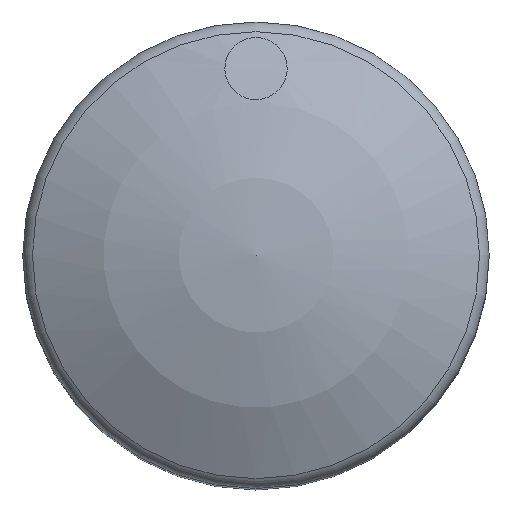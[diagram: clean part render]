
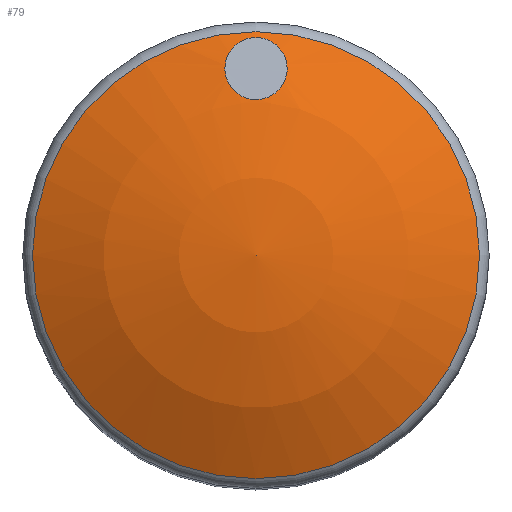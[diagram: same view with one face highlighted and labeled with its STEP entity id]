
A CAD part, top view. The second image highlights one B-rep face of the part: STEP entity #79.
In plain terms, the highlighted spherical face has radius 7.531 mm.
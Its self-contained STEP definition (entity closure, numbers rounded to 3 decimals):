
#16=CARTESIAN_POINT('',(-3.593,0.0,14.088));
#17=VERTEX_POINT('',#16);
#18=CARTESIAN_POINT('',(0.0,0.0,14.088));
#19=DIRECTION('',(0.0,0.0,1.0));
#20=DIRECTION('',(-1.0,0.0,0.0));
#21=AXIS2_PLACEMENT_3D('',#18,#19,#20);
#22=CIRCLE('',#21,3.593);
#23=EDGE_CURVE('n� 133',#17,#17,#22,.T.);
#24=ORIENTED_EDGE('',*,*,#23,.T.);
#25=EDGE_LOOP('',(#24));
#26=FACE_OUTER_BOUND('',#25,.T.);
#27=CARTESIAN_POINT('',(-0.379,2.674,14.499));
#28=VERTEX_POINT('',#27);
#29=CARTESIAN_POINT('',(-0.379,2.674,14.499));
#30=CARTESIAN_POINT('',(-0.418,2.72,14.48));
#31=CARTESIAN_POINT('',(-0.449,2.772,14.457));
#32=CARTESIAN_POINT('',(-0.489,2.882,14.41));
#33=CARTESIAN_POINT('',(-0.5,2.94,14.385));
#34=CARTESIAN_POINT('',(-0.5,3.058,14.333));
#35=CARTESIAN_POINT('',(-0.489,3.119,14.307));
#36=CARTESIAN_POINT('',(-0.447,3.233,14.256));
#37=CARTESIAN_POINT('',(-0.414,3.288,14.232));
#38=CARTESIAN_POINT('',(-0.332,3.379,14.192));
#39=CARTESIAN_POINT('',(-0.283,3.417,14.175));
#40=CARTESIAN_POINT('',(-0.178,3.471,14.151));
#41=CARTESIAN_POINT('',(-0.122,3.488,14.143));
#42=CARTESIAN_POINT('',(-0.014,3.503,14.136));
#43=CARTESIAN_POINT('',(0.041,3.501,14.137));
#44=CARTESIAN_POINT('',(0.142,3.482,14.145));
#45=CARTESIAN_POINT('',(0.191,3.465,14.153));
#46=CARTESIAN_POINT('',(0.281,3.417,14.175));
#47=CARTESIAN_POINT('',(0.323,3.385,14.189));
#48=CARTESIAN_POINT('',(0.395,3.311,14.222));
#49=CARTESIAN_POINT('',(0.427,3.266,14.242));
#50=CARTESIAN_POINT('',(0.475,3.167,14.285));
#51=CARTESIAN_POINT('',(0.491,3.111,14.31));
#52=CARTESIAN_POINT('',(0.504,2.996,14.361));
#53=CARTESIAN_POINT('',(0.499,2.934,14.387));
#54=CARTESIAN_POINT('',(0.469,2.816,14.438));
#55=CARTESIAN_POINT('',(0.442,2.759,14.463));
#56=CARTESIAN_POINT('',(0.371,2.659,14.505));
#57=CARTESIAN_POINT('',(0.325,2.615,14.524));
#58=CARTESIAN_POINT('',(0.226,2.55,14.552));
#59=CARTESIAN_POINT('',(0.171,2.527,14.562));
#60=CARTESIAN_POINT('',(0.063,2.501,14.573));
#61=CARTESIAN_POINT('',(0.007,2.497,14.574));
#62=CARTESIAN_POINT('',(-0.098,2.507,14.57));
#63=CARTESIAN_POINT('',(-0.149,2.52,14.565));
#64=CARTESIAN_POINT('',(-0.243,2.56,14.548));
#65=CARTESIAN_POINT('',(-0.288,2.588,14.536));
#66=CARTESIAN_POINT('',(-0.345,2.637,14.515));
#67=CARTESIAN_POINT('',(-0.363,2.655,14.507));
#68=CARTESIAN_POINT('',(-0.379,2.674,14.499));
#69=B_SPLINE_CURVE_WITH_KNOTS('',3,(#29,#30,#31,#32,#33,#34,#35,#36,#37,#38,
    #39,#40,#41,#42,#43,#44,#45,#46,#47,#48,
    #49,#50,#51,#52,#53,#54,#55,#56,#57,#58,
    #59,#60,#61,#62,#63,#64,#65,#66,#67,#68),.UNSPECIFIED.,.T.,.U.,
 (4,2,2,2,2,2,2,2,2,2,2,2,2,2,2,2,2,2,2,4),
 (0.0,0.058,0.115,0.176,0.236,0.294,0.346,0.395,0.441,0.49,0.542,0.598,0.658,0.719,0.777,0.831,0.88,0.928,0.976,1.0),.UNSPECIFIED.);
#70=EDGE_CURVE('n� 64',#28,#28,#69,.T.);
#71=ORIENTED_EDGE('',*,*,#70,.T.);
#72=EDGE_LOOP('',(#71));
#73=FACE_BOUND('',#72,.T.);
#74=CARTESIAN_POINT('',(0.0,0.0,7.469));
#75=DIRECTION('',(0.0,0.0,1.0));
#76=DIRECTION('',(1.0,0.0,0.0));
#77=AXIS2_PLACEMENT_3D('',#74,#75,#76);
#78=SPHERICAL_SURFACE('',#77,7.531);
#79=ADVANCED_FACE('n� 68',(#26,#73),#78,.T.);
